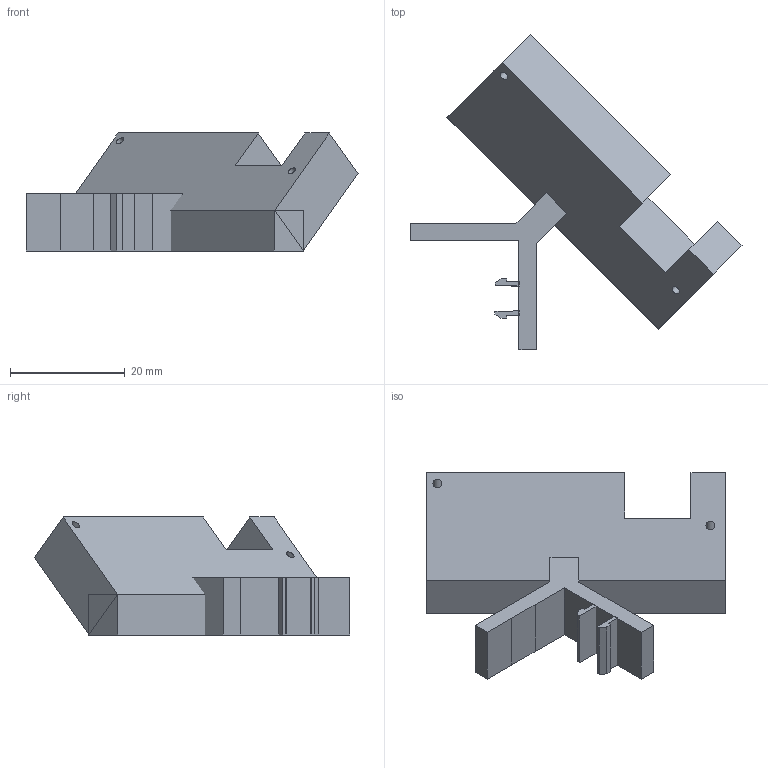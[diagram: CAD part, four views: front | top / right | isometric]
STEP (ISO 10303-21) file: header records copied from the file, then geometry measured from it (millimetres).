
FILE_DESCRIPTION(('FreeCAD Model'),'2;1');
FILE_NAME('Open CASCADE Shape Model','2023-02-05T21:44:57',('Author'),( ''),'Open CASCADE STEP processor 7.5','FreeCAD','Unknown');
FILE_SCHEMA(('AUTOMOTIVE_DESIGN { 1 0 10303 214 1 1 1 1 }'));
Length unit declared in the file: millimetre
Products named in the file (5): Mount; CameraFace; tooth0; extrusionJoint; FaceArmJoint
Assembly tree (5 placements, depth 2):
  Mount
    CameraFace
    tooth0  x2
    extrusionJoint
    FaceArmJoint
Bounding box: 57.8 x 54.91 x 20.55 mm (x, y, z)
Volume: 13204.1 mm3; surface area: 6594.4 mm2
Topology: 5 solids, 7 shells, 51 faces, 117 edges, 78 vertices
Faces by surface type: plane 49, cylinder 2
Full cylindrical faces by diameter (mm): 1.5 x2
Entity records: 2631 total; most frequent: CARTESIAN_POINT 412, DIRECTION 400, LINE 292, VECTOR 292, ORIENTED_EDGE 204, PCURVE 200, DEFINITIONAL_REPRESENTATION 200, EDGE_CURVE 100
